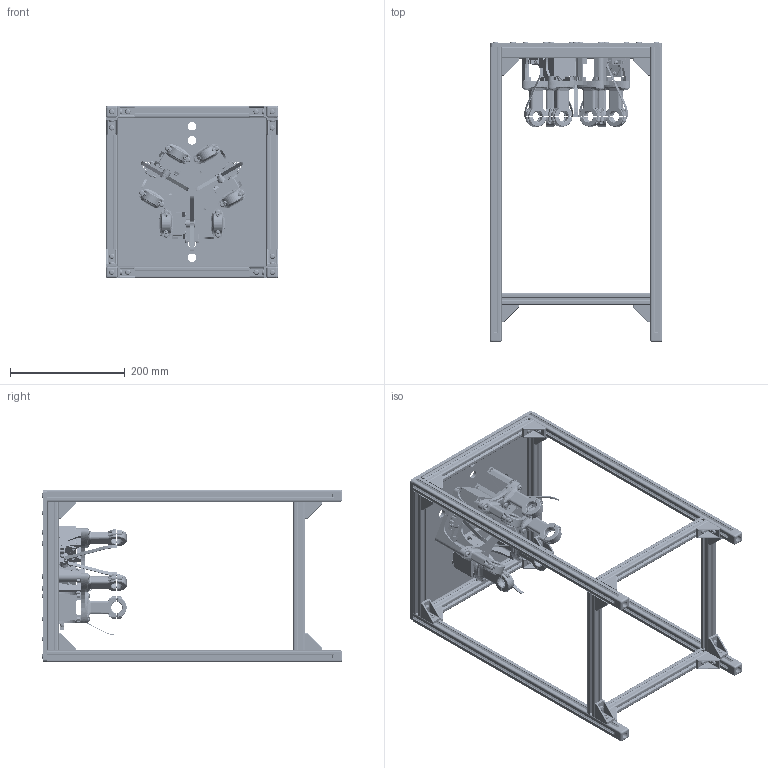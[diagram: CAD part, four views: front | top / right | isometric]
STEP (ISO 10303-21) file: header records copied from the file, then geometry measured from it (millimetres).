
FILE_DESCRIPTION(/* description */ ('Alibre Inc.'),/* implementation_level */ '2;1');
FILE_NAME(/* name */ 'export0',/* time_stamp */ '2015-07-11T14:38:59+12:00',/* author */ (''),/* organization */ (''),/* preprocessor_version */ 'ST-DEVELOPER v14',/* originating_system */ 'Alibre',/* authorisation */ '');
FILE_SCHEMA (('CONFIG_CONTROL_DESIGN'));
Length unit declared in the file: centimetre
Products named in the file (27): ID_1; XE2020-260; PC01; EM-ST17; DGP16T; ID_2; ID_3; ID_4; ID_5; ID_6; ID_7; ID_8; ID_9; PC03a; ID_10; DGB383; ID_11; ID_12; ID_13; ID_14; FNUT-M5-HNKK5
Bounding box: 300 x 524.1 x 300 mm (x, y, z)
Volume: 1912679.5 mm3; surface area: 1306712.2 mm2
Topology: 283 solids, 283 shells, 6756 faces, 16865 edges, 10811 vertices
Faces by surface type: plane 4141, cylinder 1936, torus 224, cone 192, bspline 110, sphere 96, extrusion 57
Full cylindrical faces by diameter (mm): 0.4 x33, 2.459 x12, 3 x60, 3.3 x12, 3.5 x48, 4.19 x12, 5 x163, 5.25 x4, 5.3 x60, 5.5 x12, 5.6 x48, 6 x30, 6.9 x37, 8.5 x1, 9.5 x72, 10.35 x12, 11 x4, 14 x6, 15 x6, 22 x3, 25 x3
Entity records: 47613 total; most frequent: CARTESIAN_POINT 11143, DIRECTION 5644, ORIENTED_EDGE 5294, EDGE_CURVE 2647, AXIS2_PLACEMENT_3D 2281, VERTEX_POINT 1809, VECTOR 1657, LINE 1640
